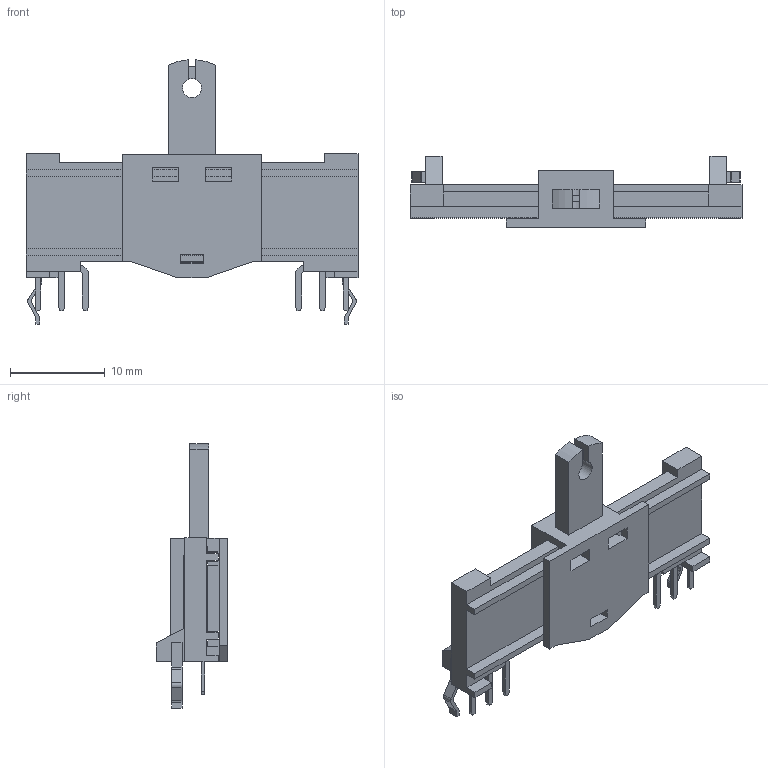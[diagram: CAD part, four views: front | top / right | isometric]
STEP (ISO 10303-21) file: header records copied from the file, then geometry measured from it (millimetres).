
FILE_DESCRIPTION(/* description */ (''),/* implementation_level */ '2;1');
FILE_NAME(/* name */ '5f173578e08e8915a4c38dc0',/* time_stamp */ '2020-07-21T18:35:37+00:00',/* author */ (''),/* organization */ (''),/* preprocessor_version */ 'ST-DEVELOPER v16.7',/* originating_system */ $,/* authorisation */ $);
FILE_SCHEMA (('AUTOMOTIVE_DESIGN {1 0 10303 214 3 1 1}'));
Length unit declared in the file: metre
Products named in the file (2): Part 2; Part 1
Bounding box: 35 x 7.5 x 27.89 mm (x, y, z)
Volume: 1469.7 mm3; surface area: 2288.3 mm2
Topology: 2 solids, 2 shells, 201 faces, 579 edges, 380 vertices
Faces by surface type: plane 186, cylinder 15
Full cylindrical faces by diameter (mm): 2 x1
Entity records: 7514 total; most frequent: CARTESIAN_POINT 1161, ORIENTED_EDGE 1156, DIRECTION 1016, EDGE_CURVE 578, LINE 546, VECTOR 546, VERTEX_POINT 380, AXIS2_PLACEMENT_3D 235
